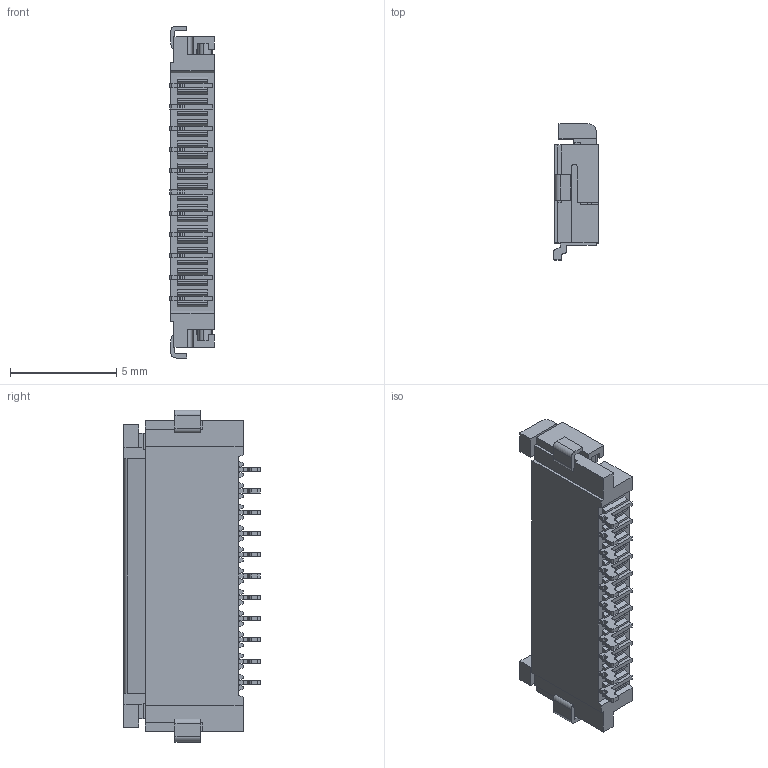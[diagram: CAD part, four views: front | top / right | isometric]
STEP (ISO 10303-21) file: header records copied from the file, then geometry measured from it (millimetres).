
FILE_DESCRIPTION(('OneSpaceDesigner STEP Export'),'2;1');
FILE_NAME('FH12-11S-1SH.stp','2007-03-15T19:05:01',(''),(''),'OneSpace Designer STEP processor (Jan. 2003) for AP214(CD)(Solid Model)','OneSpace Designer 12.00 10-Sep-2003 (C) CoCreate Software GmbH','');
FILE_SCHEMA(('AUTOMOTIVE_DESIGN_CC2 {1 2 10303 214 -1 1 5 1}'));
Length unit declared in the file: millimetre
Products named in the file (2): FH12-11S-1SH_Èª
Assembly tree (1 placements, depth 2):
  FH12-11S-1SH_Èª
    FH12-11S-1SH_Èª
Bounding box: 2.1 x 6.4 x 15.6 mm (x, y, z)
Volume: 117 mm3; surface area: 397.1 mm2
Topology: 1 solids, 1 shells, 610 faces, 1731 edges, 1128 vertices
Faces by surface type: plane 526, cylinder 84
Entity records: 19133 total; most frequent: ORIENTED_EDGE 3462, CARTESIAN_POINT 3390, DIRECTION 3003, EDGE_CURVE 1731, VECTOR 1521, LINE 1521, VERTEX_POINT 1128, AXIS2_PLACEMENT_3D 741
